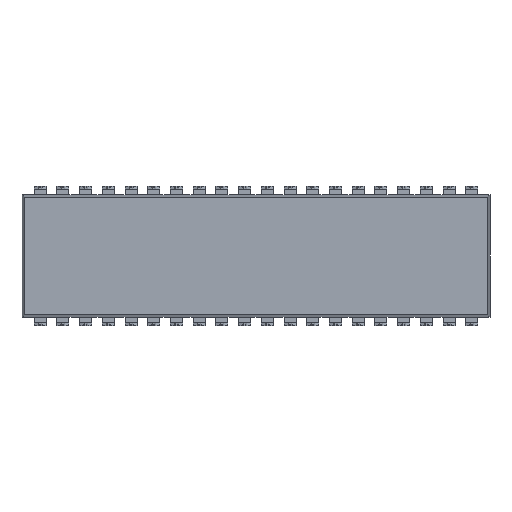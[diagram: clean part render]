
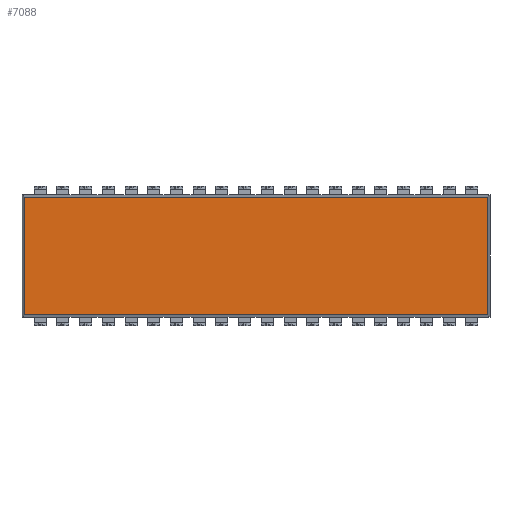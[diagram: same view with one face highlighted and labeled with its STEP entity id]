
A CAD part, front view. The second image highlights one B-rep face of the part: STEP entity #7088.
In plain terms, the highlighted planar face has unit normal (0, -1, 0).
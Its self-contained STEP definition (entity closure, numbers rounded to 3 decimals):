
#5917 = CARTESIAN_POINT ( 'NONE',  ( 52.051, -2.222, -0.273 ) ) ;
#5999 = VECTOR ( 'NONE', #6034, 1000. ) ;
#6022 = CARTESIAN_POINT ( 'NONE',  ( 0.273, -2.222, -0.273 ) ) ;
#6028 = CARTESIAN_POINT ( 'NONE',  ( 0.273, -2.222, 0. ) ) ;
#6033 = LINE ( 'NONE', #6028, #5999 ) ;
#6034 = DIRECTION ( 'NONE',  ( 0., 0., -1. ) ) ;
#6041 = CARTESIAN_POINT ( 'NONE',  ( 0.273, -2.222, -13.443 ) ) ;
#6052 = CARTESIAN_POINT ( 'NONE',  ( 52.051, -2.222, -13.443 ) ) ;
#6106 = CARTESIAN_POINT ( 'NONE',  ( 0., -2.222, -13.443 ) ) ;
#6125 = LINE ( 'NONE', #6106, #6150 ) ;
#6149 = DIRECTION ( 'NONE',  ( 1., 0., 0. ) ) ;
#6150 = VECTOR ( 'NONE', #6149, 1000. ) ;
#6174 = CARTESIAN_POINT ( 'NONE',  ( 0., -2.222, -0.273 ) ) ;
#6210 = VECTOR ( 'NONE', #6236, 1000. ) ;
#6211 = CARTESIAN_POINT ( 'NONE',  ( 52.051, -2.222, 0. ) ) ;
#6212 = LINE ( 'NONE', #6211, #6227 ) ;
#6226 = DIRECTION ( 'NONE',  ( 0., 0., 1. ) ) ;
#6227 = VECTOR ( 'NONE', #6226, 1000. ) ;
#6236 = DIRECTION ( 'NONE',  ( -1., 0., 0. ) ) ;
#6239 = LINE ( 'NONE', #6174, #6210 ) ;
#7086 = ORIENTED_EDGE ( 'NONE', *, *, #12310, .T. ) ;
#7088 = ADVANCED_FACE ( 'NONE', ( #12799 ), #12787, .T. ) ;
#7090 = ORIENTED_EDGE ( 'NONE', *, *, #18036, .T. ) ;
#7092 = ORIENTED_EDGE ( 'NONE', *, *, #16792, .T. ) ;
#7095 = ORIENTED_EDGE ( 'NONE', *, *, #18190, .T. ) ;
#12310 = EDGE_CURVE ( 'NONE', #12312, #12317, #6033, .T. ) ;
#12312 = VERTEX_POINT ( 'NONE', #6022 ) ;
#12317 = VERTEX_POINT ( 'NONE', #6041 ) ;
#12325 = VERTEX_POINT ( 'NONE', #6052 ) ;
#12783 = AXIS2_PLACEMENT_3D ( 'NONE', #12813, #12812, #12811 ) ;
#12787 = PLANE ( 'NONE',  #12783 ) ;
#12799 = FACE_OUTER_BOUND ( 'NONE', #19579, .T. ) ;
#12811 = DIRECTION ( 'NONE',  ( 0., 0., -1. ) ) ;
#12812 = DIRECTION ( 'NONE',  ( 0., -1., 0. ) ) ;
#12813 = CARTESIAN_POINT ( 'NONE',  ( 0., -2.222, -13.716 ) ) ;
#16792 = EDGE_CURVE ( 'NONE', #12317, #12325, #6125, .T. ) ;
#17301 = VERTEX_POINT ( 'NONE', #5917 ) ;
#18036 = EDGE_CURVE ( 'NONE', #17301, #12312, #6239, .T. ) ;
#18190 = EDGE_CURVE ( 'NONE', #12325, #17301, #6212, .T. ) ;
#19579 = EDGE_LOOP ( 'NONE', ( #7086, #7092, #7095, #7090 ) ) ;
